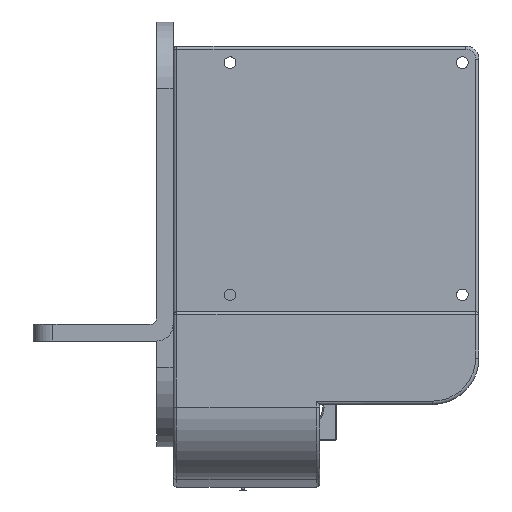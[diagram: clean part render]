
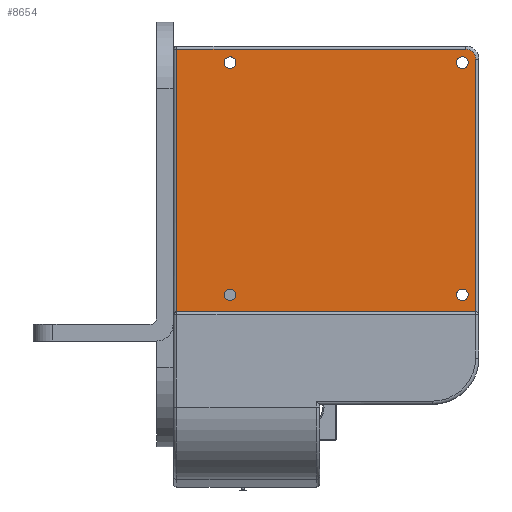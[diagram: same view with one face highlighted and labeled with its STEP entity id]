
A CAD part, left-side view. The second image highlights one B-rep face of the part: STEP entity #8654.
In plain terms, the highlighted planar face has unit normal (-1, 0, 0).
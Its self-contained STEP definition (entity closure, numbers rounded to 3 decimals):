
#544=FACE_BOUND('',#1224,.T.);
#545=FACE_BOUND('',#1225,.T.);
#546=FACE_BOUND('',#1226,.T.);
#547=FACE_BOUND('',#1227,.T.);
#661=FACE_OUTER_BOUND('',#1223,.T.);
#1223=EDGE_LOOP('',(#5970,#5971,#5972,#5973,#5974,#5975,#5976,#5977,#5978,
#5979,#5980,#5981,#5982,#5983,#5984,#5985));
#1224=EDGE_LOOP('',(#5986));
#1225=EDGE_LOOP('',(#5987));
#1226=EDGE_LOOP('',(#5988));
#1227=EDGE_LOOP('',(#5989));
#1873=CIRCLE('',#9278,5.);
#1874=CIRCLE('',#9279,1.);
#1875=CIRCLE('',#9280,5.);
#1876=CIRCLE('',#9281,1.5);
#1877=CIRCLE('',#9282,0.875);
#1878=CIRCLE('',#9283,0.875);
#1879=CIRCLE('',#9284,0.875);
#1880=CIRCLE('',#9285,0.875);
#2354=LINE('',#13257,#3043);
#2358=LINE('',#13272,#3047);
#2362=LINE('',#13279,#3051);
#2369=LINE('',#13296,#3058);
#2370=LINE('',#13298,#3059);
#2371=LINE('',#13302,#3060);
#2372=LINE('',#13304,#3061);
#2373=LINE('',#13306,#3062);
#2374=LINE('',#13310,#3063);
#2375=LINE('',#13313,#3064);
#2376=LINE('',#13315,#3065);
#2377=LINE('',#13318,#3066);
#3043=VECTOR('',#10431,10.);
#3047=VECTOR('',#10447,10.);
#3051=VECTOR('',#10451,10.);
#3058=VECTOR('',#10464,10.);
#3059=VECTOR('',#10465,10.);
#3060=VECTOR('',#10468,10.);
#3061=VECTOR('',#10469,10.);
#3062=VECTOR('',#10470,10.);
#3063=VECTOR('',#10473,10.);
#3064=VECTOR('',#10476,10.);
#3065=VECTOR('',#10477,10.);
#3066=VECTOR('',#10480,10.);
#3763=VERTEX_POINT('',#13253);
#3764=VERTEX_POINT('',#13255);
#3768=VERTEX_POINT('',#13269);
#3769=VERTEX_POINT('',#13271);
#3772=VERTEX_POINT('',#13277);
#3779=VERTEX_POINT('',#13295);
#3780=VERTEX_POINT('',#13297);
#3781=VERTEX_POINT('',#13299);
#3782=VERTEX_POINT('',#13301);
#3783=VERTEX_POINT('',#13303);
#3784=VERTEX_POINT('',#13305);
#3785=VERTEX_POINT('',#13307);
#3786=VERTEX_POINT('',#13309);
#3787=VERTEX_POINT('',#13311);
#3788=VERTEX_POINT('',#13314);
#3789=VERTEX_POINT('',#13316);
#3790=VERTEX_POINT('',#13319);
#3791=VERTEX_POINT('',#13321);
#3792=VERTEX_POINT('',#13323);
#3793=VERTEX_POINT('',#13325);
#4593=EDGE_CURVE('',#3764,#3763,#2354,.T.);
#4600=EDGE_CURVE('',#3768,#3769,#2358,.T.);
#4604=EDGE_CURVE('',#3772,#3764,#2362,.T.);
#4612=EDGE_CURVE('',#3772,#3779,#2369,.T.);
#4613=EDGE_CURVE('',#3779,#3780,#2370,.T.);
#4614=EDGE_CURVE('',#3780,#3781,#1873,.T.);
#4615=EDGE_CURVE('',#3782,#3781,#2371,.T.);
#4616=EDGE_CURVE('',#3783,#3782,#2372,.T.);
#4617=EDGE_CURVE('',#3783,#3784,#2373,.T.);
#4618=EDGE_CURVE('',#3785,#3784,#1874,.F.);
#4619=EDGE_CURVE('',#3786,#3785,#2374,.T.);
#4620=EDGE_CURVE('',#3786,#3787,#1875,.T.);
#4621=EDGE_CURVE('',#3769,#3787,#2375,.T.);
#4622=EDGE_CURVE('',#3788,#3768,#2376,.T.);
#4623=EDGE_CURVE('',#3789,#3788,#1876,.T.);
#4624=EDGE_CURVE('',#3763,#3789,#2377,.T.);
#4625=EDGE_CURVE('',#3790,#3790,#1877,.T.);
#4626=EDGE_CURVE('',#3791,#3791,#1878,.T.);
#4627=EDGE_CURVE('',#3792,#3792,#1879,.T.);
#4628=EDGE_CURVE('',#3793,#3793,#1880,.T.);
#5970=ORIENTED_EDGE('',*,*,#4593,.F.);
#5971=ORIENTED_EDGE('',*,*,#4604,.F.);
#5972=ORIENTED_EDGE('',*,*,#4612,.T.);
#5973=ORIENTED_EDGE('',*,*,#4613,.T.);
#5974=ORIENTED_EDGE('',*,*,#4614,.T.);
#5975=ORIENTED_EDGE('',*,*,#4615,.F.);
#5976=ORIENTED_EDGE('',*,*,#4616,.F.);
#5977=ORIENTED_EDGE('',*,*,#4617,.T.);
#5978=ORIENTED_EDGE('',*,*,#4618,.F.);
#5979=ORIENTED_EDGE('',*,*,#4619,.F.);
#5980=ORIENTED_EDGE('',*,*,#4620,.T.);
#5981=ORIENTED_EDGE('',*,*,#4621,.F.);
#5982=ORIENTED_EDGE('',*,*,#4600,.F.);
#5983=ORIENTED_EDGE('',*,*,#4622,.F.);
#5984=ORIENTED_EDGE('',*,*,#4623,.F.);
#5985=ORIENTED_EDGE('',*,*,#4624,.F.);
#5986=ORIENTED_EDGE('',*,*,#4625,.F.);
#5987=ORIENTED_EDGE('',*,*,#4626,.F.);
#5988=ORIENTED_EDGE('',*,*,#4627,.F.);
#5989=ORIENTED_EDGE('',*,*,#4628,.F.);
#8427=PLANE('',#9277);
#8654=ADVANCED_FACE('',(#661,#544,#545,#546,#547),#8427,.T.);
#9277=AXIS2_PLACEMENT_3D('',#13294,#10462,#10463);
#9278=AXIS2_PLACEMENT_3D('',#13300,#10466,#10467);
#9279=AXIS2_PLACEMENT_3D('',#13308,#10471,#10472);
#9280=AXIS2_PLACEMENT_3D('',#13312,#10474,#10475);
#9281=AXIS2_PLACEMENT_3D('',#13317,#10478,#10479);
#9282=AXIS2_PLACEMENT_3D('',#13320,#10481,#10482);
#9283=AXIS2_PLACEMENT_3D('',#13322,#10483,#10484);
#9284=AXIS2_PLACEMENT_3D('',#13324,#10485,#10486);
#9285=AXIS2_PLACEMENT_3D('',#13326,#10487,#10488);
#10431=DIRECTION('',(0.,0.,1.));
#10447=DIRECTION('',(0.,1.,0.));
#10451=DIRECTION('',(0.,1.,0.));
#10462=DIRECTION('center_axis',(-1.,0.,0.));
#10463=DIRECTION('ref_axis',(0.,0.,
1.));
#10464=DIRECTION('',(0.,0.,-1.));
#10465=DIRECTION('',(0.,1.,0.));
#10466=DIRECTION('center_axis',(-1.,0.,0.));
#10467=DIRECTION('ref_axis',(0.,0.707,0.707));
#10468=DIRECTION('',(0.,0.,1.));
#10469=DIRECTION('',(0.,1.,0.));
#10470=DIRECTION('',(0.,0.,1.));
#10471=DIRECTION('center_axis',(1.,0.,0.));
#10472=DIRECTION('ref_axis',(0.,0.707,0.707));
#10473=DIRECTION('',(0.,1.,0.));
#10474=DIRECTION('center_axis',(-1.,0.,0.));
#10475=DIRECTION('ref_axis',(0.,-0.707,-0.707));
#10476=DIRECTION('',(0.,0.,-1.));
#10477=DIRECTION('',(0.,0.,-1.));
#10478=DIRECTION('center_axis',(1.,0.,0.));
#10479=DIRECTION('ref_axis',(0.,-0.707,0.707));
#10480=DIRECTION('',(0.,-1.,0.));
#10481=DIRECTION('center_axis',(-1.,0.,0.));
#10482=DIRECTION('ref_axis',(0.,1.,0.));
#10483=DIRECTION('center_axis',(-1.,0.,0.));
#10484=DIRECTION('ref_axis',(0.,1.,0.));
#10485=DIRECTION('center_axis',(-1.,0.,0.));
#10486=DIRECTION('ref_axis',(0.,1.,0.));
#10487=DIRECTION('center_axis',(-1.,0.,0.));
#10488=DIRECTION('ref_axis',(0.,1.,0.));
#13253=CARTESIAN_POINT('',(-111.75,8.5,63.75));
#13255=CARTESIAN_POINT('',(-111.75,8.5,24.25));
#13257=CARTESIAN_POINT('',(-111.75,8.5,24.25));
#13269=CARTESIAN_POINT('',(-111.75,-36.5,24.25));
#13271=CARTESIAN_POINT('',(-111.75,-31.,24.25));
#13272=CARTESIAN_POINT('',(-111.75,-21.75,24.25));
#13277=CARTESIAN_POINT('',(-111.75,-3.,24.25));
#13279=CARTESIAN_POINT('',(-111.75,-21.75,24.25));
#13294=CARTESIAN_POINT('Origin',(-111.75,-27.,24.25));
#13295=CARTESIAN_POINT('',(-111.75,-3.,22.25));
#13296=CARTESIAN_POINT('',(-111.75,-3.,24.25));
#13297=CARTESIAN_POINT('',(-111.75,2.,22.25));
#13298=CARTESIAN_POINT('',(-111.75,-35.,22.25));
#13299=CARTESIAN_POINT('',(-111.75,7.,17.25));
#13300=CARTESIAN_POINT('Origin',(-111.75,2.,17.25));
#13301=CARTESIAN_POINT('',(-111.75,7.,9.592));
#13302=CARTESIAN_POINT('',(-111.75,7.,24.25));
#13303=CARTESIAN_POINT('',(-111.75,-11.,9.592));
#13304=CARTESIAN_POINT('',(-111.75,-9.,9.592));
#13305=CARTESIAN_POINT('',(-111.75,-11.,11.25));
#13306=CARTESIAN_POINT('',(-111.75,-11.,14.125));
#13307=CARTESIAN_POINT('',(-111.75,-12.,12.25));
#13308=CARTESIAN_POINT('Origin',(-111.75,-12.,11.25));
#13309=CARTESIAN_POINT('',(-111.75,-26.,12.25));
#13310=CARTESIAN_POINT('',(-111.75,-20.75,12.25));
#13311=CARTESIAN_POINT('',(-111.75,-31.,17.25));
#13312=CARTESIAN_POINT('Origin',(-111.75,-26.,17.25));
#13313=CARTESIAN_POINT('',(-111.75,-31.,24.25));
#13314=CARTESIAN_POINT('',(-111.75,-36.5,62.25));
#13315=CARTESIAN_POINT('',(-111.75,-36.5,24.25));
#13316=CARTESIAN_POINT('',(-111.75,-35.,63.75));
#13317=CARTESIAN_POINT('Origin',(-111.75,-35.,62.25));
#13318=CARTESIAN_POINT('',(-111.75,-9.,63.75));
#13319=CARTESIAN_POINT('',(-111.75,-35.375,26.75));
#13320=CARTESIAN_POINT('Origin',(-111.75,-34.5,26.75));
#13321=CARTESIAN_POINT('',(-111.75,-0.375,61.75));
#13322=CARTESIAN_POINT('Origin',(-111.75,0.5,61.75));
#13323=CARTESIAN_POINT('',(-111.75,-0.375,26.75));
#13324=CARTESIAN_POINT('Origin',(-111.75,0.5,26.75));
#13325=CARTESIAN_POINT('',(-111.75,-35.375,61.75));
#13326=CARTESIAN_POINT('Origin',(-111.75,-34.5,61.75));
